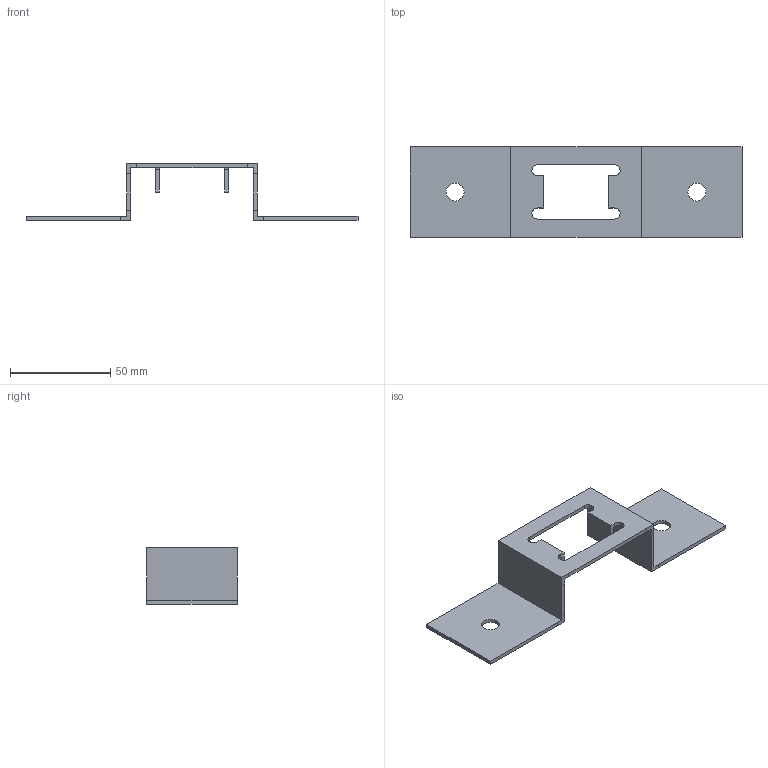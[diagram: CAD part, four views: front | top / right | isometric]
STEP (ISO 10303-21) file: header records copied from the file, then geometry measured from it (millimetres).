
FILE_DESCRIPTION(/* description */ (''),/* implementation_level */ '2;1');
FILE_NAME(/* name */ '',/* time_stamp */ '2023-05-17T11:59:32+03:00',/* author */ ('Man88'),/* organization */ (''),/* preprocessor_version */ 'ST-DEVELOPER v19.2',/* originating_system */ 'Autodesk Inventor 2023',/* authorisation */ '');
FILE_SCHEMA (('AUTOMOTIVE_DESIGN { 1 0 10303 214 3 1 1 }'));
Length unit declared in the file: millimetre
Products named in the file (1): Скоба K1157 N
Bounding box: 165.63 x 45 x 28 mm (x, y, z)
Volume: 18104.4 mm3; surface area: 19673.5 mm2
Topology: 1 solids, 1 shells, 56 faces, 166 edges, 112 vertices
Faces by surface type: plane 46, cylinder 6, bspline 4
Full cylindrical faces by diameter (mm): 9 x2
Entity records: 2941 total; most frequent: CARTESIAN_POINT 1395, ORIENTED_EDGE 332, DIRECTION 276, EDGE_CURVE 166, LINE 146, VECTOR 146, VERTEX_POINT 112, AXIS2_PLACEMENT_3D 65
